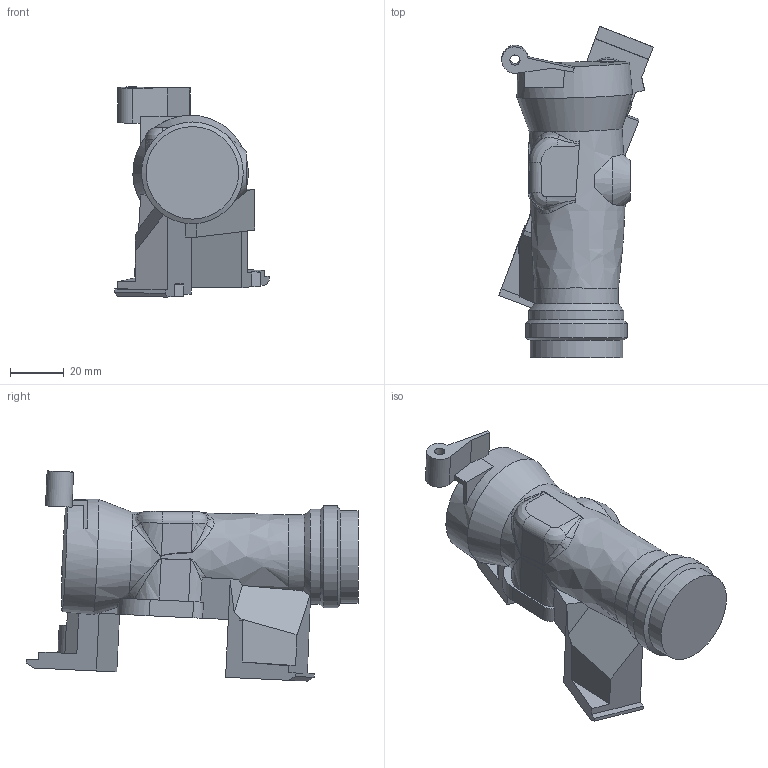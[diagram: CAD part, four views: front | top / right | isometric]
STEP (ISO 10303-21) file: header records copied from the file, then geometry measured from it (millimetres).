
FILE_DESCRIPTION(('STEP AP214'),'1');
FILE_NAME('moxing.stp','2019-05-31T03:23:30',(' '),(' '),'Spatial InterOp 3D',' ',' ');
FILE_SCHEMA(('automotive_design'));
Length unit declared in the file: millimetre
Products named in the file (1): 1
Bounding box: 57.4 x 123.44 x 78.13 mm (x, y, z)
Volume: 145059.8 mm3; surface area: 23464.9 mm2
Topology: 1 solids, 1 shells, 114 faces, 325 edges, 213 vertices
Faces by surface type: bspline 114
Entity records: 7437 total; most frequent: CARTESIAN_POINT 4994, ORIENTED_EDGE 618, EDGE_CURVE 309, DIRECTION 306, VERTEX_POINT 209, LINE 170, VECTOR 170, EDGE_LOOP 127
